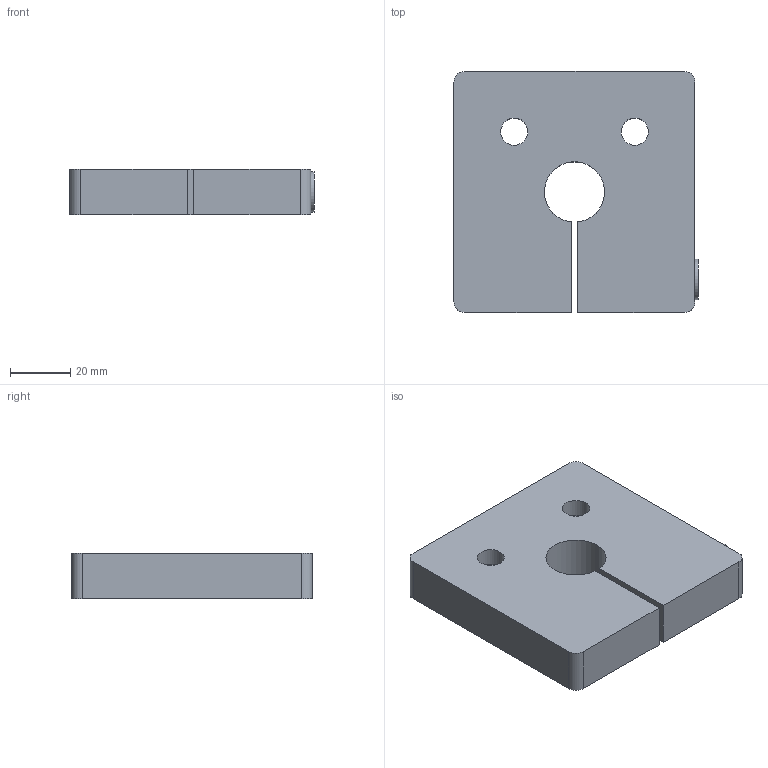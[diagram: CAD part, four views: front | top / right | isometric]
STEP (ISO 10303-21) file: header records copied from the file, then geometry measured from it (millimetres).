
FILE_DESCRIPTION((''),'2;1');
FILE_NAME('SL0227S.ipt.step','2007-09-10T15:13:58',(''),(''),'Autodesk Inventor 11','Autodesk Inventor 11','');
FILE_SCHEMA(('AUTOMOTIVE_DESIGN { 1 0 10303 214 1 1 1 1 }'));
Length unit declared in the file: millimetre
Products named in the file (1): SL0227S
Bounding box: 81 x 80 x 15 mm (x, y, z)
Volume: 86307.8 mm3; surface area: 19587.2 mm2
Topology: 1 solids, 1 shells, 29 faces, 69 edges, 46 vertices
Faces by surface type: plane 17, cylinder 6, bspline 6
Full cylindrical faces by diameter (mm): 13.5 x1
Entity records: 901 total; most frequent: CARTESIAN_POINT 214, DIRECTION 132, ORIENTED_EDGE 128, EDGE_CURVE 64, VERTEX_POINT 46, AXIS2_PLACEMENT_3D 44, VECTOR 44, LINE 44
